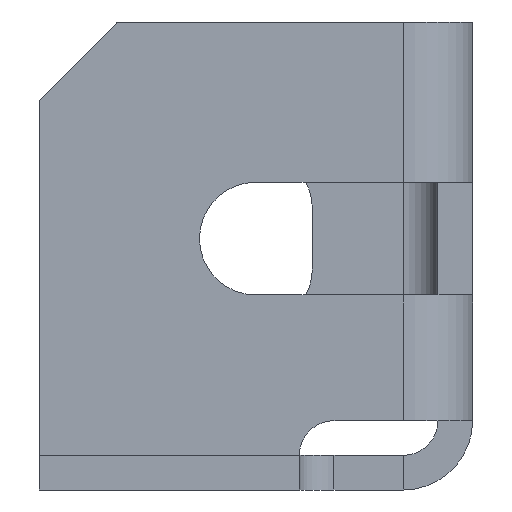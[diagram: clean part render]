
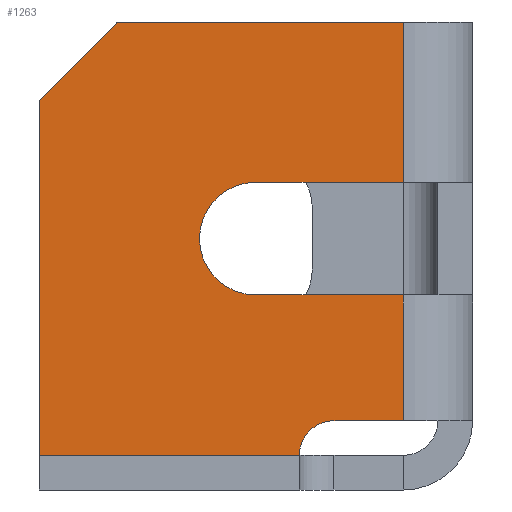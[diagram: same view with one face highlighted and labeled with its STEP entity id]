
A CAD part, front view. The second image highlights one B-rep face of the part: STEP entity #1263.
In plain terms, the highlighted planar face has unit normal (0, -1, 0).
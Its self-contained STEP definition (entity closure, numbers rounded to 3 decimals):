
#7 = EDGE_CURVE ( 'NONE', #524, #1458, #1687, .T. ) ;
#11 = ORIENTED_EDGE ( 'NONE', *, *, #1781, .T. ) ;
#12 = CARTESIAN_POINT ( 'NONE',  ( -41., -52.5, 54. ) ) ;
#15 = VECTOR ( 'NONE', #1437, 1000. ) ;
#21 = VERTEX_POINT ( 'NONE', #316 ) ;
#35 = CARTESIAN_POINT ( 'NONE',  ( -25.018, -52.5, 22.505 ) ) ;
#51 = EDGE_CURVE ( 'NONE', #1572, #182, #992, .T. ) ;
#58 = ORIENTED_EDGE ( 'NONE', *, *, #739, .T. ) ;
#61 = LINE ( 'NONE', #35, #1269 ) ;
#107 = CARTESIAN_POINT ( 'NONE',  ( -25.018, -52.5, 35.505 ) ) ;
#110 = DIRECTION ( 'NONE',  ( 1., 0., 0. ) ) ;
#182 = VERTEX_POINT ( 'NONE', #639 ) ;
#193 = CARTESIAN_POINT ( 'NONE',  ( -10.51, -52.5, 54. ) ) ;
#218 = CARTESIAN_POINT ( 'NONE',  ( -10.51, -52.5, 8. ) ) ;
#232 = PLANE ( 'NONE',  #1373 ) ;
#262 = CARTESIAN_POINT ( 'NONE',  ( -25.018, -52.5, 22.505 ) ) ;
#265 = CARTESIAN_POINT ( 'NONE',  ( -25.018, -52.5, 29.005 ) ) ;
#279 = VERTEX_POINT ( 'NONE', #527 ) ;
#298 = CARTESIAN_POINT ( 'NONE',  ( -50., -52.5, 4.01 ) ) ;
#307 = ORIENTED_EDGE ( 'NONE', *, *, #1614, .F. ) ;
#316 = CARTESIAN_POINT ( 'NONE',  ( -41., -52.5, 54. ) ) ;
#319 = VERTEX_POINT ( 'NONE', #262 ) ;
#331 = VECTOR ( 'NONE', #1180, 1000. ) ;
#347 = DIRECTION ( 'NONE',  ( 1., 0., 0. ) ) ;
#394 = VECTOR ( 'NONE', #738, 1000. ) ;
#407 = CARTESIAN_POINT ( 'NONE',  ( -16., -52.5, 4. ) ) ;
#410 = DIRECTION ( 'NONE',  ( 0.707, 0., 0.707 ) ) ;
#414 = VECTOR ( 'NONE', #505, 1000. ) ;
#416 = LINE ( 'NONE', #12, #1055 ) ;
#439 = ORIENTED_EDGE ( 'NONE', *, *, #664, .T. ) ;
#442 = CARTESIAN_POINT ( 'NONE',  ( -8., -52.5, 35.505 ) ) ;
#460 = VERTEX_POINT ( 'NONE', #990 ) ;
#489 = CARTESIAN_POINT ( 'NONE',  ( -10.51, -52.5, 8. ) ) ;
#505 = DIRECTION ( 'NONE',  ( -1., 0., 0. ) ) ;
#524 = VERTEX_POINT ( 'NONE', #107 ) ;
#527 = CARTESIAN_POINT ( 'NONE',  ( -8., -52.5, 54. ) ) ;
#597 = CARTESIAN_POINT ( 'NONE',  ( 3.982, -52.5, 35.505 ) ) ;
#627 = EDGE_CURVE ( 'NONE', #1609, #460, #1183, .T. ) ;
#639 = CARTESIAN_POINT ( 'NONE',  ( -50., -52.5, 45. ) ) ;
#642 = VERTEX_POINT ( 'NONE', #689 ) ;
#650 = ORIENTED_EDGE ( 'NONE', *, *, #51, .F. ) ;
#664 = EDGE_CURVE ( 'NONE', #642, #1577, #1718, .T. ) ;
#689 = CARTESIAN_POINT ( 'NONE',  ( -8., -52.5, 8. ) ) ;
#706 = VECTOR ( 'NONE', #347, 1000. ) ;
#738 = DIRECTION ( 'NONE',  ( 1., 0., 0. ) ) ;
#739 = EDGE_CURVE ( 'NONE', #1577, #319, #61, .T. ) ;
#750 = DIRECTION ( 'NONE',  ( 0., 0., 1. ) ) ;
#765 = CARTESIAN_POINT ( 'NONE',  ( -8., -52.5, 54. ) ) ;
#820 = ORIENTED_EDGE ( 'NONE', *, *, #1152, .F. ) ;
#857 = LINE ( 'NONE', #193, #394 ) ;
#866 = VECTOR ( 'NONE', #750, 1000. ) ;
#872 = ORIENTED_EDGE ( 'NONE', *, *, #1346, .F. ) ;
#875 = VECTOR ( 'NONE', #1169, 1000. ) ;
#919 = CARTESIAN_POINT ( 'NONE',  ( -10.51, -52.5, 4.01 ) ) ;
#922 = ORIENTED_EDGE ( 'NONE', *, *, #1627, .F. ) ;
#925 = AXIS2_PLACEMENT_3D ( 'NONE', #407, #960, #1650 ) ;
#954 = AXIS2_PLACEMENT_3D ( 'NONE', #265, #1361, #1353 ) ;
#960 = DIRECTION ( 'NONE',  ( 0., -1., 0. ) ) ;
#990 = CARTESIAN_POINT ( 'NONE',  ( -20., -52.5, 4.01 ) ) ;
#992 = LINE ( 'NONE', #1559, #15 ) ;
#1055 = VECTOR ( 'NONE', #410, 1000. ) ;
#1119 = ORIENTED_EDGE ( 'NONE', *, *, #7, .T. ) ;
#1152 = EDGE_CURVE ( 'NONE', #21, #279, #857, .T. ) ;
#1169 = DIRECTION ( 'NONE',  ( -1., 0., 0. ) ) ;
#1180 = DIRECTION ( 'NONE',  ( 0., 0., 1. ) ) ;
#1183 = CIRCLE ( 'NONE', #925, 4. ) ;
#1210 = EDGE_LOOP ( 'NONE', ( #11, #1119, #1370, #820, #872, #650, #307, #1380, #922, #439, #58 ) ) ;
#1263 = ADVANCED_FACE ( 'NONE', ( #1349 ), #232, .F. ) ;
#1269 = VECTOR ( 'NONE', #1693, 1000. ) ;
#1333 = CARTESIAN_POINT ( 'NONE',  ( -16., -52.5, 8. ) ) ;
#1343 = LINE ( 'NONE', #765, #331 ) ;
#1346 = EDGE_CURVE ( 'NONE', #182, #21, #416, .T. ) ;
#1349 = FACE_OUTER_BOUND ( 'NONE', #1210, .T. ) ;
#1353 = DIRECTION ( 'NONE',  ( 0., 0., -1. ) ) ;
#1361 = DIRECTION ( 'NONE',  ( 0., 1., 0. ) ) ;
#1370 = ORIENTED_EDGE ( 'NONE', *, *, #1663, .T. ) ;
#1373 = AXIS2_PLACEMENT_3D ( 'NONE', #489, #1594, #110 ) ;
#1380 = ORIENTED_EDGE ( 'NONE', *, *, #627, .F. ) ;
#1437 = DIRECTION ( 'NONE',  ( 0., 0., 1. ) ) ;
#1458 = VERTEX_POINT ( 'NONE', #442 ) ;
#1501 = CIRCLE ( 'NONE', #954, 6.5 ) ;
#1555 = CARTESIAN_POINT ( 'NONE',  ( -8., -52.5, 54. ) ) ;
#1559 = CARTESIAN_POINT ( 'NONE',  ( -50., -52.5, 8. ) ) ;
#1560 = CARTESIAN_POINT ( 'NONE',  ( -8., -52.5, 22.505 ) ) ;
#1572 = VERTEX_POINT ( 'NONE', #298 ) ;
#1577 = VERTEX_POINT ( 'NONE', #1560 ) ;
#1590 = LINE ( 'NONE', #919, #414 ) ;
#1594 = DIRECTION ( 'NONE',  ( 0., 1., 0. ) ) ;
#1609 = VERTEX_POINT ( 'NONE', #1333 ) ;
#1614 = EDGE_CURVE ( 'NONE', #460, #1572, #1590, .T. ) ;
#1627 = EDGE_CURVE ( 'NONE', #642, #1609, #1739, .T. ) ;
#1650 = DIRECTION ( 'NONE',  ( 1., 0., 0. ) ) ;
#1663 = EDGE_CURVE ( 'NONE', #1458, #279, #1343, .T. ) ;
#1687 = LINE ( 'NONE', #597, #706 ) ;
#1693 = DIRECTION ( 'NONE',  ( -1., 0., 0. ) ) ;
#1718 = LINE ( 'NONE', #1555, #866 ) ;
#1739 = LINE ( 'NONE', #218, #875 ) ;
#1781 = EDGE_CURVE ( 'NONE', #319, #524, #1501, .T. ) ;
